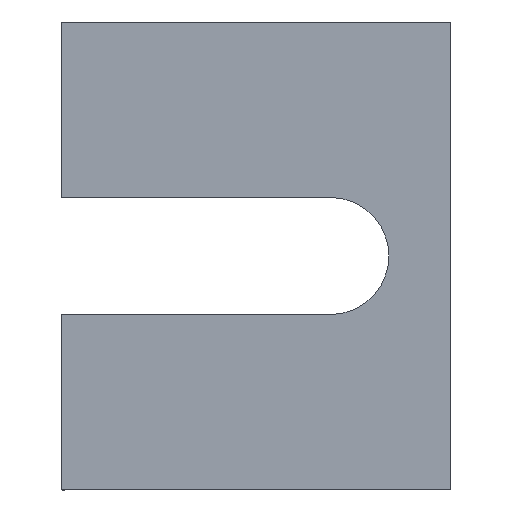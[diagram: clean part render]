
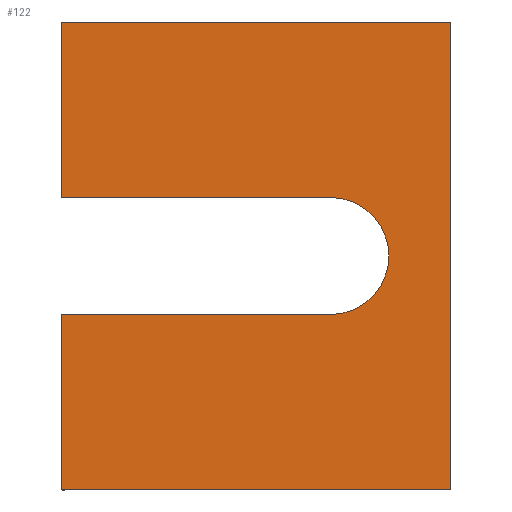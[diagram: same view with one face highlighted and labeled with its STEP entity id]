
A CAD part, left-side view. The second image highlights one B-rep face of the part: STEP entity #122.
In plain terms, the highlighted planar face has unit normal (-1, 0, 0).
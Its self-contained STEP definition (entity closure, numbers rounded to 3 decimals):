
#22 = VERTEX_POINT('',#23);
#23 = CARTESIAN_POINT('',(0.,61.9,12.));
#49 = VERTEX_POINT('',#50);
#50 = CARTESIAN_POINT('',(0.,41.9,12.));
#56 = EDGE_CURVE('',#22,#49,#57,.T.);
#57 = LINE('',#58,#59);
#58 = CARTESIAN_POINT('',(0.,61.9,12.));
#59 = VECTOR('',#60,1.);
#60 = DIRECTION('',(0.,-1.,0.));
#71 = EDGE_CURVE('',#72,#22,#74,.T.);
#72 = VERTEX_POINT('',#73);
#73 = CARTESIAN_POINT('',(0.,61.9,3.));
#74 = LINE('',#75,#76);
#75 = CARTESIAN_POINT('',(0.,61.9,-12.));
#76 = VECTOR('',#77,1.);
#77 = DIRECTION('',(0.,0.,1.));
#122 = ADVANCED_FACE('',(#123),#174,.F.);
#123 = FACE_BOUND('',#124,.F.);
#124 = EDGE_LOOP('',(#125,#126,#134,#142,#150,#158,#167,#173));
#125 = ORIENTED_EDGE('',*,*,#56,.T.);
#126 = ORIENTED_EDGE('',*,*,#127,.T.);
#127 = EDGE_CURVE('',#49,#128,#130,.T.);
#128 = VERTEX_POINT('',#129);
#129 = CARTESIAN_POINT('',(0.,41.9,-12.));
#130 = LINE('',#131,#132);
#131 = CARTESIAN_POINT('',(0.,41.9,12.));
#132 = VECTOR('',#133,1.);
#133 = DIRECTION('',(0.,0.,-1.));
#134 = ORIENTED_EDGE('',*,*,#135,.T.);
#135 = EDGE_CURVE('',#128,#136,#138,.T.);
#136 = VERTEX_POINT('',#137);
#137 = CARTESIAN_POINT('',(0.,61.9,-12.));
#138 = LINE('',#139,#140);
#139 = CARTESIAN_POINT('',(0.,41.9,-12.));
#140 = VECTOR('',#141,1.);
#141 = DIRECTION('',(0.,1.,0.));
#142 = ORIENTED_EDGE('',*,*,#143,.T.);
#143 = EDGE_CURVE('',#136,#144,#146,.T.);
#144 = VERTEX_POINT('',#145);
#145 = CARTESIAN_POINT('',(0.,61.9,-3.));
#146 = LINE('',#147,#148);
#147 = CARTESIAN_POINT('',(0.,61.9,-12.));
#148 = VECTOR('',#149,1.);
#149 = DIRECTION('',(0.,0.,1.));
#150 = ORIENTED_EDGE('',*,*,#151,.F.);
#151 = EDGE_CURVE('',#152,#144,#154,.T.);
#152 = VERTEX_POINT('',#153);
#153 = CARTESIAN_POINT('',(0.,48.086,-3.));
#154 = LINE('',#155,#156);
#155 = CARTESIAN_POINT('',(0.,48.086,-3.));
#156 = VECTOR('',#157,1.);
#157 = DIRECTION('',(0.,1.,0.));
#158 = ORIENTED_EDGE('',*,*,#159,.F.);
#159 = EDGE_CURVE('',#160,#152,#162,.T.);
#160 = VERTEX_POINT('',#161);
#161 = CARTESIAN_POINT('',(0.,48.086,3.));
#162 = CIRCLE('',#163,3.);
#163 = AXIS2_PLACEMENT_3D('',#164,#165,#166);
#164 = CARTESIAN_POINT('',(0.,48.086,
    0.));
#165 = DIRECTION('',(1.,0.,0.));
#166 = DIRECTION('',(0.,1.,0.));
#167 = ORIENTED_EDGE('',*,*,#168,.F.);
#168 = EDGE_CURVE('',#72,#160,#169,.T.);
#169 = LINE('',#170,#171);
#170 = CARTESIAN_POINT('',(0.,62.619,3.));
#171 = VECTOR('',#172,1.);
#172 = DIRECTION('',(0.,-1.,0.));
#173 = ORIENTED_EDGE('',*,*,#71,.T.);
#174 = PLANE('',#175);
#175 = AXIS2_PLACEMENT_3D('',#176,#177,#178);
#176 = CARTESIAN_POINT('',(0.,51.9,0.)
  );
#177 = DIRECTION('',(1.,0.,0.));
#178 = DIRECTION('',(0.,0.,1.));
